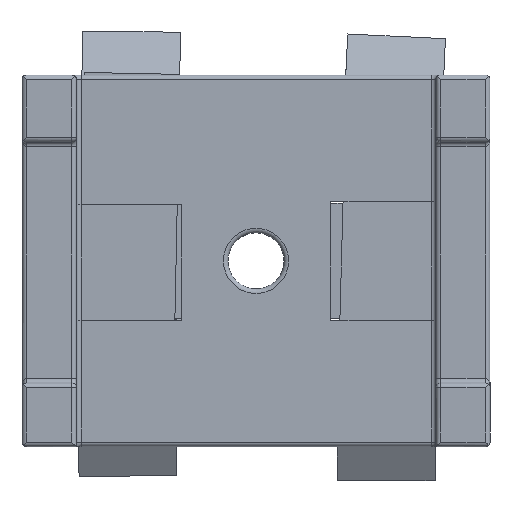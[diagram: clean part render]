
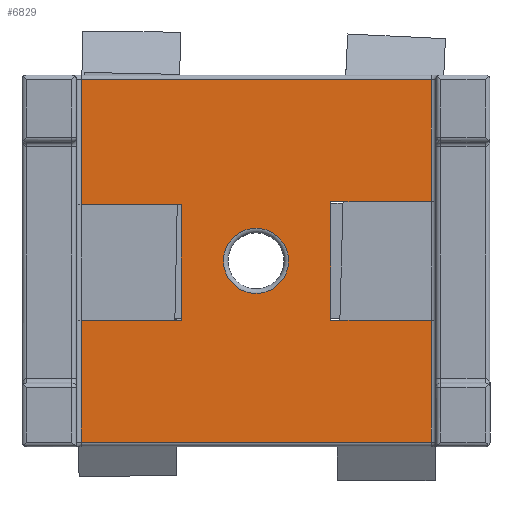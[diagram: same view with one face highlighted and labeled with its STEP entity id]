
A CAD part, front view. The second image highlights one B-rep face of the part: STEP entity #6829.
In plain terms, the highlighted planar face has unit normal (0, -1, 0).
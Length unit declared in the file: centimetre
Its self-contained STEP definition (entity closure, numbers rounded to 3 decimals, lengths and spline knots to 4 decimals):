
#394=PLANE('',#7545);
#736=VECTOR('',#8733,1.);
#738=VECTOR('',#8741,1.);
#740=VECTOR('',#8749,1.);
#742=VECTOR('',#8760,1.);
#810=VECTOR('',#9122,1.);
#811=VECTOR('',#9123,1.);
#812=VECTOR('',#9124,1.);
#813=VECTOR('',#9125,1.);
#814=VECTOR('',#9126,1.);
#815=VECTOR('',#9127,1.);
#1280=LINE('',#11591,#736);
#1282=LINE('',#11600,#738);
#1284=LINE('',#11608,#740);
#1286=LINE('',#11650,#742);
#1354=LINE('',#12312,#810);
#1355=LINE('',#12314,#811);
#1356=LINE('',#12316,#812);
#1357=LINE('',#12317,#813);
#1358=LINE('',#12319,#814);
#1359=LINE('',#12321,#815);
#1945=VERTEX_POINT('',#11589);
#1947=VERTEX_POINT('',#11592);
#1949=VERTEX_POINT('',#11598);
#1951=VERTEX_POINT('',#11601);
#1954=VERTEX_POINT('',#11609);
#1955=VERTEX_POINT('',#11610);
#1959=VERTEX_POINT('',#11651);
#1960=VERTEX_POINT('',#11652);
#2031=VERTEX_POINT('',#12289);
#2040=VERTEX_POINT('',#12313);
#2041=VERTEX_POINT('',#12315);
#2042=VERTEX_POINT('',#12318);
#2043=VERTEX_POINT('',#12320);
#2423=CIRCLE('',#7540,0.2705);
#2973=EDGE_CURVE('',#1945,#1947,#1280,.T.);
#2977=EDGE_CURVE('',#1949,#1951,#1282,.T.);
#2981=EDGE_CURVE('',#1947,#1954,#1284,.T.);
#2983=EDGE_CURVE('',#1955,#1949,#1284,.T.);
#2989=EDGE_CURVE('',#1951,#1959,#1286,.T.);
#2991=EDGE_CURVE('',#1960,#1945,#1286,.T.);
#3139=EDGE_CURVE('',#2031,#2031,#2423,.T.);
#3151=EDGE_CURVE('',#1955,#2040,#1354,.T.);
#3152=EDGE_CURVE('',#2040,#2041,#1355,.T.);
#3153=EDGE_CURVE('',#2041,#1954,#1356,.T.);
#3154=EDGE_CURVE('',#1960,#2042,#1357,.T.);
#3155=EDGE_CURVE('',#2042,#2043,#1358,.T.);
#3156=EDGE_CURVE('',#2043,#1959,#1359,.T.);
#4755=ORIENTED_EDGE('',*,*,#3139,.F.);
#4756=ORIENTED_EDGE('',*,*,#3151,.T.);
#4757=ORIENTED_EDGE('',*,*,#3152,.T.);
#4758=ORIENTED_EDGE('',*,*,#3153,.T.);
#4759=ORIENTED_EDGE('',*,*,#2981,.F.);
#4760=ORIENTED_EDGE('',*,*,#2973,.F.);
#4761=ORIENTED_EDGE('',*,*,#2991,.F.);
#4762=ORIENTED_EDGE('',*,*,#3154,.T.);
#4763=ORIENTED_EDGE('',*,*,#3155,.T.);
#4764=ORIENTED_EDGE('',*,*,#3156,.T.);
#4765=ORIENTED_EDGE('',*,*,#2989,.F.);
#4766=ORIENTED_EDGE('',*,*,#2977,.F.);
#4767=ORIENTED_EDGE('',*,*,#2983,.F.);
#5801=EDGE_LOOP('',(#4755));
#5802=EDGE_LOOP('',(#4756,#4757,#4758,#4759,#4760,#4761,#4762,#4763,#4764,
#4765,#4766,#4767));
#6337=FACE_BOUND('',#5801,.T.);
#6338=FACE_BOUND('',#5802,.T.);
#6829=ADVANCED_FACE('',(#6337,#6338),#394,.T.);
#7540=AXIS2_PLACEMENT_3D('',#12288,#9105,#9106);
#7545=AXIS2_PLACEMENT_3D('',#12311,#9121,$);
#8733=DIRECTION('',(-1.,0.,0.));
#8741=DIRECTION('',(1.,0.,0.));
#8749=DIRECTION('',(0.,0.,1.));
#8760=DIRECTION('',(0.,0.,-1.));
#9105=DIRECTION('',(0.,-1.,0.));
#9106=DIRECTION('',(-0.271,0.,0.));
#9121=DIRECTION('',(0.,-1.,0.));
#9122=DIRECTION('',(1.,0.,0.));
#9123=DIRECTION('',(0.,0.,-1.));
#9124=DIRECTION('',(-1.,0.,0.));
#9125=DIRECTION('',(-1.,0.,0.));
#9126=DIRECTION('',(0.,0.,1.));
#9127=DIRECTION('',(1.,0.,0.));
#11589=CARTESIAN_POINT('',(1.4554,0.4013,-1.5049));
#11591=CARTESIAN_POINT('',(0.0006,0.4013,-1.505));
#11592=CARTESIAN_POINT('',(-1.4529,0.4013,-1.505));
#11598=CARTESIAN_POINT('',(-1.4529,0.4013,1.505));
#11600=CARTESIAN_POINT('',(0.0006,0.4013,1.505));
#11601=CARTESIAN_POINT('',(1.4554,0.4013,1.505));
#11608=CARTESIAN_POINT('',(-1.4529,0.4013,0.1107));
#11609=CARTESIAN_POINT('',(-1.4529,0.4013,-0.494));
#11610=CARTESIAN_POINT('',(-1.4529,0.4013,0.4661));
#11650=CARTESIAN_POINT('',(1.4554,0.4013,0.1107));
#11651=CARTESIAN_POINT('',(1.4554,0.4013,0.4921));
#11652=CARTESIAN_POINT('',(1.4554,0.4013,-0.494));
#12288=CARTESIAN_POINT('',(0.,0.4013,0.));
#12289=CARTESIAN_POINT('',(0.2705,0.4013,0.));
#12311=CARTESIAN_POINT('',(0.0013,0.4013,0.1107));
#12312=CARTESIAN_POINT('',(-0.5283,0.4013,0.4661));
#12313=CARTESIAN_POINT('',(-0.6223,0.4013,0.4661));
#12314=CARTESIAN_POINT('',(-0.6223,0.4013,0.0484));
#12315=CARTESIAN_POINT('',(-0.6223,0.4013,-0.494));
#12316=CARTESIAN_POINT('',(-0.5283,0.4013,-0.494));
#12317=CARTESIAN_POINT('',(0.5296,0.4013,-0.494));
#12318=CARTESIAN_POINT('',(0.6223,0.4013,-0.494));
#12319=CARTESIAN_POINT('',(0.6223,0.4013,0.0548));
#12320=CARTESIAN_POINT('',(0.6223,0.4013,0.4921));
#12321=CARTESIAN_POINT('',(0.5296,0.4013,0.4921));
